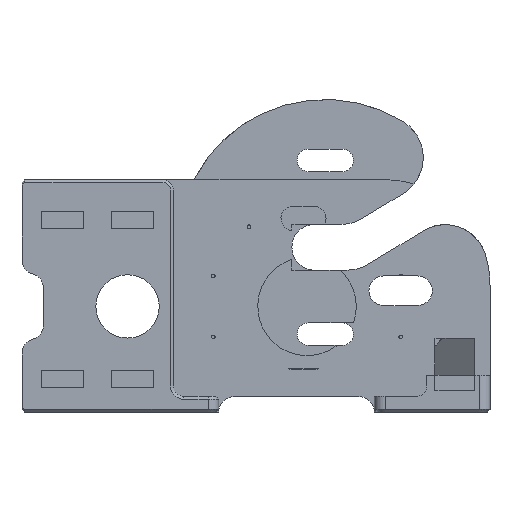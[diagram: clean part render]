
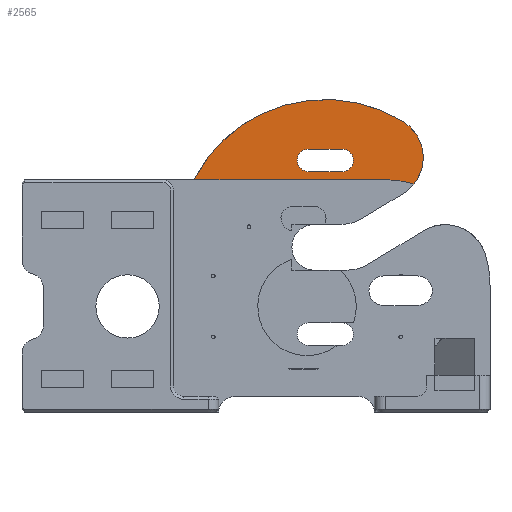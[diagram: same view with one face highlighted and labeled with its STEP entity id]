
A CAD part, front view. The second image highlights one B-rep face of the part: STEP entity #2565.
In plain terms, the highlighted planar face has unit normal (0, -1, 0).
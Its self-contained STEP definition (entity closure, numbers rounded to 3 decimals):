
#29=FACE_BOUND('',#988,.T.);
#56=PLANE('',#2755);
#203=LINE('',#3868,#464);
#228=LINE('',#3952,#489);
#229=LINE('',#3956,#490);
#464=VECTOR('',#3025,10.);
#489=VECTOR('',#3088,10.);
#490=VECTOR('',#3091,10.);
#724=CIRCLE('',#2737,15.);
#740=CIRCLE('',#2754,6.);
#741=CIRCLE('',#2756,21.);
#742=CIRCLE('',#2757,1.6);
#743=CIRCLE('',#2758,1.6);
#834=FACE_OUTER_BOUND('',#987,.T.);
#987=EDGE_LOOP('',(#1875,#1876,#1877,#1878));
#988=EDGE_LOOP('',(#1879,#1880,#1881,#1882));
#1191=VERTEX_POINT('',#3863);
#1192=VERTEX_POINT('',#3865);
#1193=VERTEX_POINT('',#3867);
#1231=VERTEX_POINT('',#3944);
#1232=VERTEX_POINT('',#3950);
#1233=VERTEX_POINT('',#3951);
#1234=VERTEX_POINT('',#3953);
#1235=VERTEX_POINT('',#3955);
#1445=EDGE_CURVE('',#1191,#1192,#724,.T.);
#1446=EDGE_CURVE('',#1192,#1193,#203,.T.);
#1485=EDGE_CURVE('',#1231,#1191,#740,.T.);
#1487=EDGE_CURVE('',#1231,#1193,#741,.T.);
#1488=EDGE_CURVE('',#1232,#1233,#228,.T.);
#1489=EDGE_CURVE('',#1234,#1233,#742,.T.);
#1490=EDGE_CURVE('',#1234,#1235,#229,.T.);
#1491=EDGE_CURVE('',#1232,#1235,#743,.T.);
#1875=ORIENTED_EDGE('',*,*,#1485,.F.);
#1876=ORIENTED_EDGE('',*,*,#1487,.T.);
#1877=ORIENTED_EDGE('',*,*,#1446,.F.);
#1878=ORIENTED_EDGE('',*,*,#1445,.F.);
#1879=ORIENTED_EDGE('',*,*,#1488,.T.);
#1880=ORIENTED_EDGE('',*,*,#1489,.F.);
#1881=ORIENTED_EDGE('',*,*,#1490,.T.);
#1882=ORIENTED_EDGE('',*,*,#1491,.F.);
#2565=ADVANCED_FACE('',(#834,#29),#56,.T.);
#2737=AXIS2_PLACEMENT_3D('',#3866,#3023,#3024);
#2754=AXIS2_PLACEMENT_3D('',#3946,#3081,#3082);
#2755=AXIS2_PLACEMENT_3D('',#3948,#3084,#3085);
#2756=AXIS2_PLACEMENT_3D('',#3949,#3086,#3087);
#2757=AXIS2_PLACEMENT_3D('',#3954,#3089,#3090);
#2758=AXIS2_PLACEMENT_3D('',#3957,#3092,#3093);
#3023=DIRECTION('center_axis',(0.,-1.,
0.));
#3024=DIRECTION('ref_axis',(0.707,0.,0.707));
#3025=DIRECTION('',(-1.,0.,0.));
#3081=DIRECTION('center_axis',(0.,1.,0.));
#3082=DIRECTION('ref_axis',(1.,0.,-0.004));
#3084=DIRECTION('center_axis',(0.,-1.,
0.));
#3085=DIRECTION('ref_axis',(-1.,0.,0.));
#3086=DIRECTION('center_axis',(0.,-1.,
0.));
#3087=DIRECTION('ref_axis',(-1.,0.,0.));
#3088=DIRECTION('',(1.,0.,0.));
#3089=DIRECTION('center_axis',(0.,-1.,
0.));
#3090=DIRECTION('ref_axis',(0.707,0.,-0.707));
#3091=DIRECTION('',(-1.,0.,0.));
#3092=DIRECTION('center_axis',(0.,-1.,
0.));
#3093=DIRECTION('ref_axis',(-0.707,0.,0.707));
#3863=CARTESIAN_POINT('',(45.25,226.15,12.198));
#3865=CARTESIAN_POINT('',(41.045,226.15,12.8));
#3866=CARTESIAN_POINT('Origin',(41.045,226.15,-2.2));
#3867=CARTESIAN_POINT('',(13.975,226.15,12.8));
#3868=CARTESIAN_POINT('',(44.795,226.15,12.8));
#3944=CARTESIAN_POINT('',(43.729,226.15,21.043));
#3946=CARTESIAN_POINT('Origin',(40.564,226.15,15.946));
#3948=CARTESIAN_POINT('Origin',(34.833,226.15,3.201));
#3949=CARTESIAN_POINT('Origin',(32.653,226.15,3.201));
#3950=CARTESIAN_POINT('',(30.256,226.15,17.151));
#3951=CARTESIAN_POINT('',(35.056,226.15,17.151));
#3952=CARTESIAN_POINT('',(31.744,226.15,17.151));
#3953=CARTESIAN_POINT('',(35.056,226.15,13.951));
#3954=CARTESIAN_POINT('Origin',(35.056,226.15,15.551));
#3955=CARTESIAN_POINT('',(30.256,226.15,13.951));
#3956=CARTESIAN_POINT('',(35.744,226.15,13.951));
#3957=CARTESIAN_POINT('Origin',(30.256,226.15,15.551));
